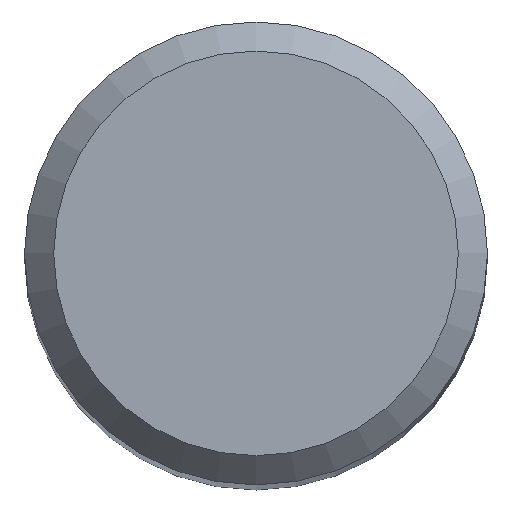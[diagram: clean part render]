
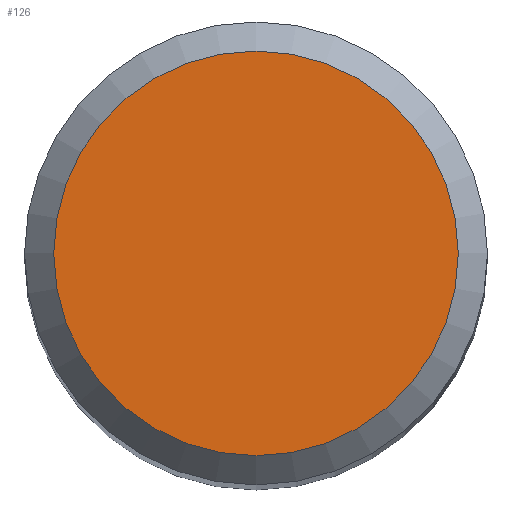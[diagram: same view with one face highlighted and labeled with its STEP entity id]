
A CAD part, top view. The second image highlights one B-rep face of the part: STEP entity #126.
In plain terms, the highlighted planar face has unit normal (0, 0, 1).
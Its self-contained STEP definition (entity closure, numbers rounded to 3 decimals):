
#111=FACE_OUTER_BOUND('',#184,.T.);
#113=PLANE('',#307);
#126=ADVANCED_FACE('',(#111),#113,.F.);
#184=EDGE_LOOP('',(#218));
#218=ORIENTED_EDGE('',*,*,#268,.F.);
#250=VERTEX_POINT('',#419);
#268=EDGE_CURVE('',#250,#250,#285,.T.);
#285=CIRCLE('',#306,6.935);
#306=AXIS2_PLACEMENT_3D('',#418,#350,#351);
#307=AXIS2_PLACEMENT_3D('',#420,#352,#353);
#350=DIRECTION('',(0.0,0.0,-1.0));
#351=DIRECTION('',(1.0,0.0,0.0));
#352=DIRECTION('',(0.0,0.0,-1.0));
#353=DIRECTION('',(-1.0,0.0,0.0));
#418=CARTESIAN_POINT('',(0.0,0.0,0.0));
#419=CARTESIAN_POINT('',(6.935,0.0,0.0));
#420=CARTESIAN_POINT('',(0.0,0.0,0.0));
